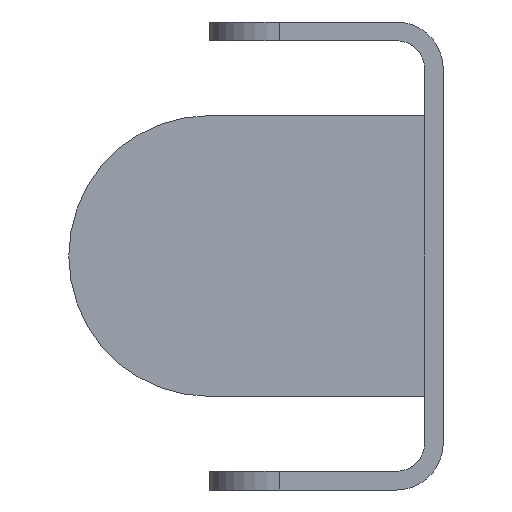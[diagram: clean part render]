
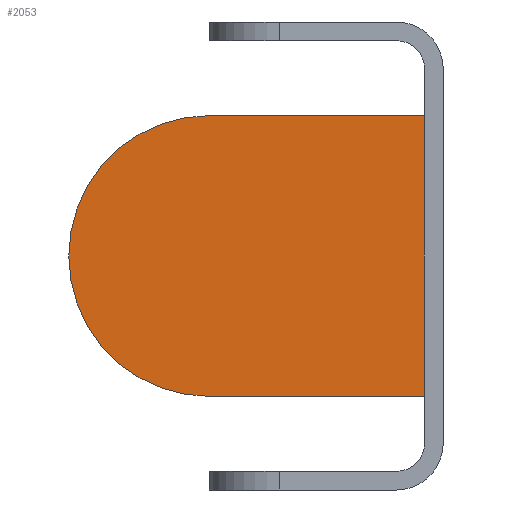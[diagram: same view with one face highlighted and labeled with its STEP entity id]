
A CAD part, left-side view. The second image highlights one B-rep face of the part: STEP entity #2053.
In plain terms, the highlighted planar face has unit normal (-1, 0, 0).
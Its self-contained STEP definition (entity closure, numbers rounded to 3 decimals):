
#147=DIRECTION('',(0.,1.,0.));
#148=VECTOR('',#147,4.6);
#149=CARTESIAN_POINT('',(80.,0.4,3.));
#150=LINE('',#149,#148);
#271=DIRECTION('',(0.,0.,1.));
#272=VECTOR('',#271,6.);
#273=CARTESIAN_POINT('',(80.,0.4,-3.));
#274=LINE('',#273,#272);
#557=CARTESIAN_POINT('',(80.,5.,0.));
#558=DIRECTION('',(1.,0.,0.));
#559=DIRECTION('',(0.,0.,-1.));
#560=AXIS2_PLACEMENT_3D('',#557,#558,#559);
#562=CARTESIAN_POINT('',(80.,5.,0.));
#563=DIRECTION('',(1.,0.,0.));
#564=DIRECTION('',(0.,1.,0.));
#565=AXIS2_PLACEMENT_3D('',#562,#563,#564);
#567=DIRECTION('',(0.,1.,0.));
#568=VECTOR('',#567,4.6);
#569=CARTESIAN_POINT('',(80.,0.4,-3.));
#570=LINE('',#569,#568);
#1076=CARTESIAN_POINT('',(80.,0.4,-3.));
#1078=VERTEX_POINT('',#1076);
#1087=CARTESIAN_POINT('',(80.,5.,-3.));
#1088=VERTEX_POINT('',#1087);
#1097=CARTESIAN_POINT('',(80.,0.4,3.));
#1098=VERTEX_POINT('',#1097);
#1099=CARTESIAN_POINT('',(80.,5.,3.));
#1100=VERTEX_POINT('',#1099);
#1357=CARTESIAN_POINT('',(80.,8.,0.));
#1358=VERTEX_POINT('',#1357);
#2039=CARTESIAN_POINT('',(80.,0.,3.));
#2040=DIRECTION('',(-1.,0.,0.));
#2041=DIRECTION('',(0.,0.,-1.));
#2042=AXIS2_PLACEMENT_3D('',#2039,#2040,#2041);
#2043=PLANE('',#2042);
#2045=ORIENTED_EDGE('',*,*,#2044,.T.);
#2047=ORIENTED_EDGE('',*,*,#2046,.T.);
#2048=ORIENTED_EDGE('',*,*,#1533,.F.);
#2049=ORIENTED_EDGE('',*,*,#1811,.F.);
#2050=ORIENTED_EDGE('',*,*,#1488,.T.);
#2051=EDGE_LOOP('',(#2045,#2047,#2048,#2049,#2050));
#2052=FACE_OUTER_BOUND('',#2051,.F.);
#561=CIRCLE('',#560,3.);
#566=CIRCLE('',#565,3.);
#1488=EDGE_CURVE('',#1078,#1088,#570,.T.);
#1533=EDGE_CURVE('',#1098,#1100,#150,.T.);
#1811=EDGE_CURVE('',#1078,#1098,#274,.T.);
#2044=EDGE_CURVE('',#1088,#1358,#561,.T.);
#2046=EDGE_CURVE('',#1358,#1100,#566,.T.);
#2053=ADVANCED_FACE('',(#2052),#2043,.T.);
